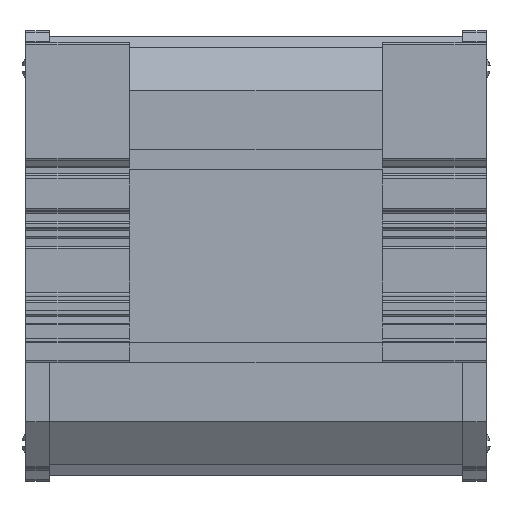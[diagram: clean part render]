
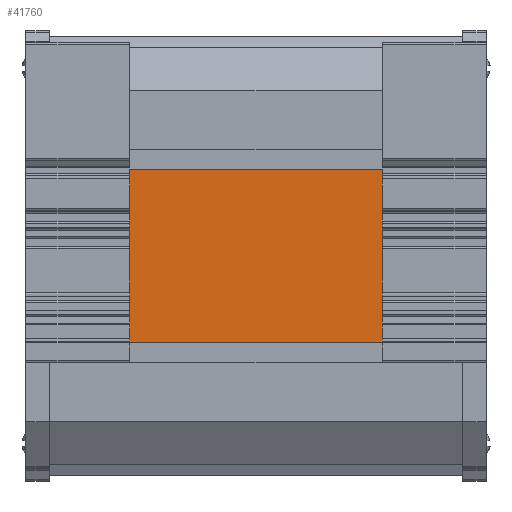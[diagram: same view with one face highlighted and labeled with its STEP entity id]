
A CAD part, front view. The second image highlights one B-rep face of the part: STEP entity #41760.
In plain terms, the highlighted planar face has unit normal (0, -1, 0).
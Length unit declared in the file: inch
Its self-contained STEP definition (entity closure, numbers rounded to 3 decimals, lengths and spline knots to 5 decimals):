
#1285 = VECTOR ( 'NONE', #20207, 39.37008 ) ;
#2452 = AXIS2_PLACEMENT_3D ( 'NONE', #14525, #38331, #18001 ) ;
#3313 = DIRECTION ( 'NONE',  ( 0., 0., -1. ) ) ;
#3723 = DIRECTION ( 'NONE',  ( 1., 0., 0. ) ) ;
#3775 = VERTEX_POINT ( 'NONE', #5984 ) ;
#5984 = CARTESIAN_POINT ( 'NONE',  ( 0.96, -0.65806, -0.65649 ) ) ;
#7963 = EDGE_LOOP ( 'NONE', ( #43536, #30972, #22771, #42357 ) ) ;
#8667 = VERTEX_POINT ( 'NONE', #19303 ) ;
#8952 = CARTESIAN_POINT ( 'NONE',  ( -0.96, -0.65806, -0.65649 ) ) ;
#9929 = VECTOR ( 'NONE', #3313, 39.37008 ) ;
#12990 = LINE ( 'NONE', #24097, #31079 ) ;
#13571 = EDGE_CURVE ( 'NONE', #8667, #31486, #35781, .T. ) ;
#14525 = CARTESIAN_POINT ( 'NONE',  ( -1.57, -0.65806, 0.65649 ) ) ;
#15619 = EDGE_CURVE ( 'NONE', #30161, #8667, #36346, .T. ) ;
#17511 = EDGE_CURVE ( 'NONE', #30161, #3775, #12990, .T. ) ;
#18001 = DIRECTION ( 'NONE',  ( 0., 0., 1. ) ) ;
#19303 = CARTESIAN_POINT ( 'NONE',  ( -0.96, -0.65806, 0.65649 ) ) ;
#20207 = DIRECTION ( 'NONE',  ( 0., 0., 1. ) ) ;
#20267 = DIRECTION ( 'NONE',  ( 1., 0., 0. ) ) ;
#22771 = ORIENTED_EDGE ( 'NONE', *, *, #29746, .F. ) ;
#23549 = FACE_OUTER_BOUND ( 'NONE', #7963, .T. ) ;
#24097 = CARTESIAN_POINT ( 'NONE',  ( -1.57, -0.65806, -0.65649 ) ) ;
#26737 = VECTOR ( 'NONE', #20267, 39.37008 ) ;
#29057 = LINE ( 'NONE', #44038, #9929 ) ;
#29746 = EDGE_CURVE ( 'NONE', #31486, #3775, #29057, .T. ) ;
#30161 = VERTEX_POINT ( 'NONE', #8952 ) ;
#30972 = ORIENTED_EDGE ( 'NONE', *, *, #17511, .T. ) ;
#31079 = VECTOR ( 'NONE', #3723, 39.37008 ) ;
#31486 = VERTEX_POINT ( 'NONE', #35107 ) ;
#35107 = CARTESIAN_POINT ( 'NONE',  ( 0.96, -0.65806, 0.65649 ) ) ;
#35781 = LINE ( 'NONE', #44011, #26737 ) ;
#36346 = LINE ( 'NONE', #43938, #1285 ) ;
#38331 = DIRECTION ( 'NONE',  ( 0., 1., 0. ) ) ;
#41614 = PLANE ( 'NONE',  #2452 ) ;
#41760 = ADVANCED_FACE ( 'NONE', ( #23549 ), #41614, .F. ) ;
#42357 = ORIENTED_EDGE ( 'NONE', *, *, #13571, .F. ) ;
#43536 = ORIENTED_EDGE ( 'NONE', *, *, #15619, .F. ) ;
#43938 = CARTESIAN_POINT ( 'NONE',  ( -0.96, -0.65806, 0.65649 ) ) ;
#44011 = CARTESIAN_POINT ( 'NONE',  ( -1.57, -0.65806, 0.65649 ) ) ;
#44038 = CARTESIAN_POINT ( 'NONE',  ( 0.96, -0.65806, 0.65649 ) ) ;
